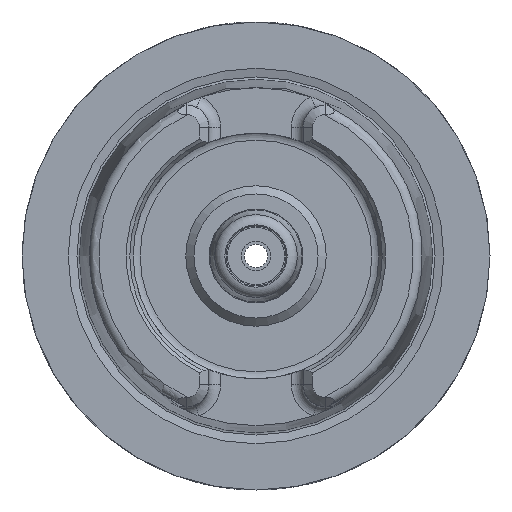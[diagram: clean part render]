
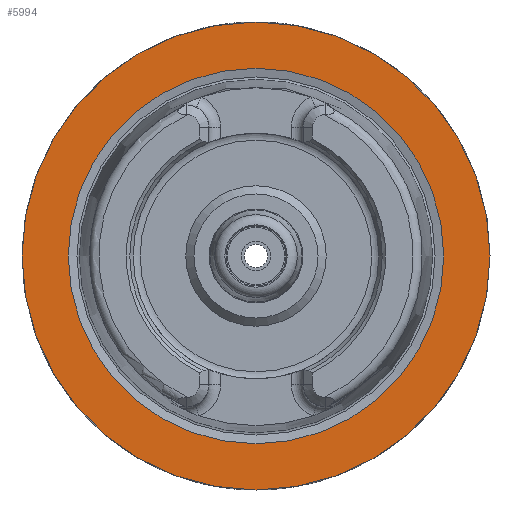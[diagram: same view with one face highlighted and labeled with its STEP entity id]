
A CAD part, left-side view. The second image highlights one B-rep face of the part: STEP entity #5994.
In plain terms, the highlighted planar face has unit normal (-1, 0, 0).
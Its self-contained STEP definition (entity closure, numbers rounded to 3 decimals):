
#5101=CARTESIAN_POINT('',(0.0,20.0,0.0));
#5102=VERTEX_POINT('',#5101);
#5103=CARTESIAN_POINT('',(0.0,0.0,0.0));
#5104=DIRECTION('',(1.0,0.0,0.0));
#5105=DIRECTION('',(0.0,1.0,0.0));
#5106=AXIS2_PLACEMENT_3D('',#5103,#5104,#5105);
#5107=CIRCLE('',#5106,20.0);
#5108=EDGE_CURVE('',#5102,#5102,#5107,.T.);
#5968=CARTESIAN_POINT('',(0.0,16.046,0.0));
#5969=VERTEX_POINT('',#5968);
#5970=CARTESIAN_POINT('',(0.0,0.0,0.0));
#5971=DIRECTION('',(1.0,0.0,0.0));
#5972=DIRECTION('',(0.0,1.0,0.0));
#5973=AXIS2_PLACEMENT_3D('',#5970,#5971,#5972);
#5974=CIRCLE('',#5973,16.046);
#5975=EDGE_CURVE('',#5969,#5969,#5974,.T.);
#5983=CARTESIAN_POINT('',(0.0,18.023,0.0));
#5984=DIRECTION('',(-1.0,0.0,0.0));
#5985=DIRECTION('',(0.0,0.0,1.0));
#5986=AXIS2_PLACEMENT_3D('',#5983,#5984,#5985);
#5987=PLANE('',#5986);
#5988=ORIENTED_EDGE('',*,*,#5108,.F.);
#5989=EDGE_LOOP('',(#5988));
#5990=FACE_OUTER_BOUND('',#5989,.T.);
#5991=ORIENTED_EDGE('',*,*,#5975,.T.);
#5992=EDGE_LOOP('',(#5991));
#5993=FACE_BOUND('',#5992,.T.);
#5994=ADVANCED_FACE('',(#5990,#5993),#5987,.T.);
